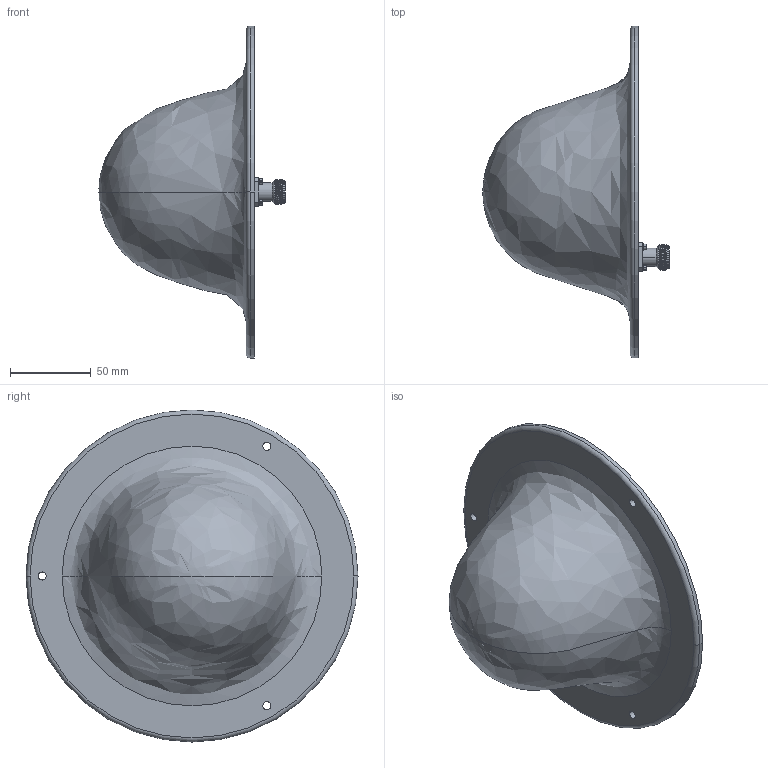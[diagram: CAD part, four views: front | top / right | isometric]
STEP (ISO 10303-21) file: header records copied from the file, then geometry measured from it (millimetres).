
FILE_DESCRIPTION (( 'STEP AP203' ), '1' );
FILE_NAME ('PE51057.step', '2019-03-13T21:07:06', ( '' ), ( '' ), 'SwSTEP 2.0', 'SolidWorks 2017', '' );
FILE_SCHEMA (( 'CONFIG_CONTROL_DESIGN' ));
Length unit declared in the file: inch
Products named in the file (1): PE51057
Bounding box: 115.06 x 205 x 205 mm (x, y, z)
Volume: 984295.4 mm3; surface area: 88926 mm2
Topology: 2 solids, 2 shells, 188 faces, 433 edges, 263 vertices
Faces by surface type: plane 75, cone 59, cylinder 47, bspline 5, torus 2
Entity records: 6525 total; most frequent: CARTESIAN_POINT 2220, DIRECTION 909, ORIENTED_EDGE 862, EDGE_CURVE 431, AXIS2_PLACEMENT_3D 360, VERTEX_POINT 263, EDGE_LOOP 210, LINE 189
